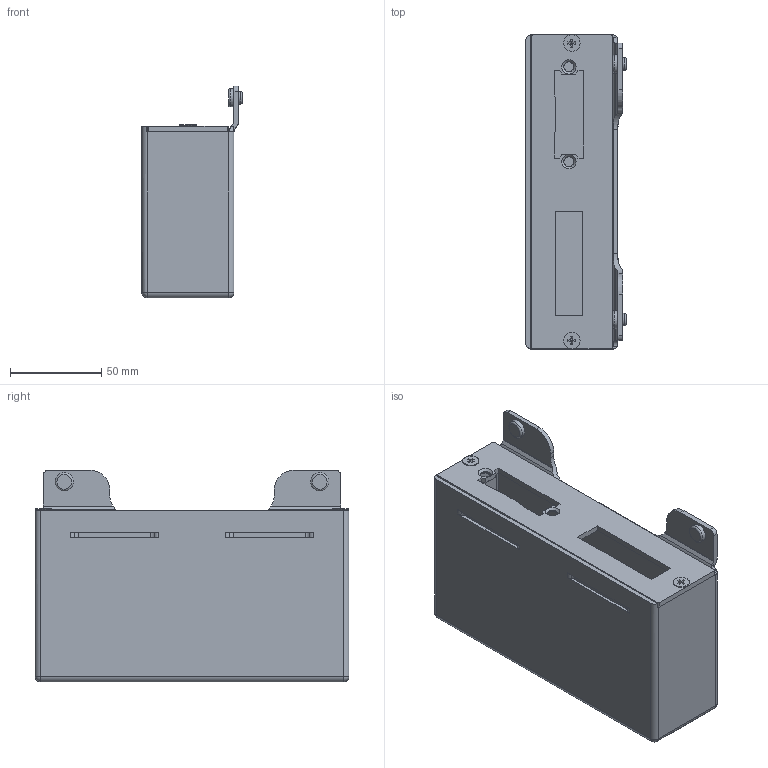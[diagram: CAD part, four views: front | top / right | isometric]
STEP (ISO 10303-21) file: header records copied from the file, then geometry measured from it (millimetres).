
FILE_DESCRIPTION (( 'STEP AP203' ), '1' );
FILE_NAME ('59302-240-50.STEP', '2022-12-14T09:24:17', ( '' ), ( '' ), 'SwSTEP 2.0', 'SolidWorks 2018', '' );
FILE_SCHEMA (( 'CONFIG_CONTROL_DESIGN' ));
Length unit declared in the file: millimetre
Products named in the file (5): 59302-240-50; DIN 965_DIN 965 M5x10; 59300-240-XX Teil2_5930X-XXX-XX Teil2; 59300-240-XX Teil1_59302-240-50 Teil1; 59300-240-XX Teil3_59305-240-50-SB
Assembly tree (6 placements, depth 2):
  59302-240-50
    59300-240-XX Teil1_59302-240-50 Teil1
    59300-240-XX Teil2_5930X-XXX-XX Teil2  x2
    59300-240-XX Teil3_59305-240-50-SB
    DIN 965_DIN 965 M5x10  x2
Bounding box: 55 x 172 x 116 mm (x, y, z)
Volume: 143504.7 mm3; surface area: 116237.7 mm2
Topology: 6 solids, 6 shells, 724 faces, 1898 edges, 1242 vertices
Faces by surface type: plane 377, bspline 252, cylinder 69, cone 14, sphere 8, torus 4
Full cylindrical faces by diameter (mm): 4.2 x2, 4.6 x2, 4.8 x2, 5 x4, 5.4 x2, 5.5 x2, 7 x2, 9 x2, 10 x2
Entity records: 36199 total; most frequent: CARTESIAN_POINT 20215, ORIENTED_EDGE 3594, DIRECTION 2310, EDGE_CURVE 1797, VERTEX_POINT 1199, LINE 1146, VECTOR 1146, EDGE_LOOP 802
